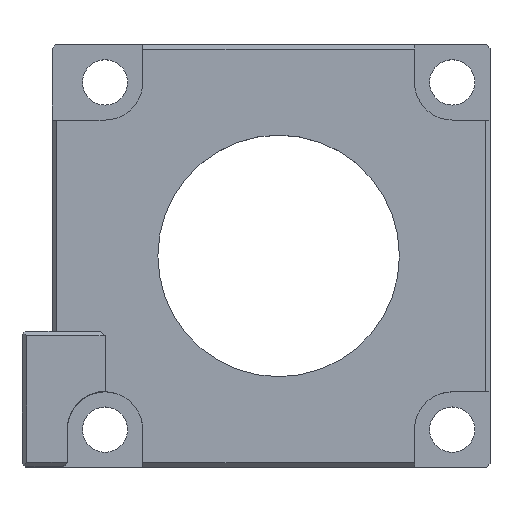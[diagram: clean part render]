
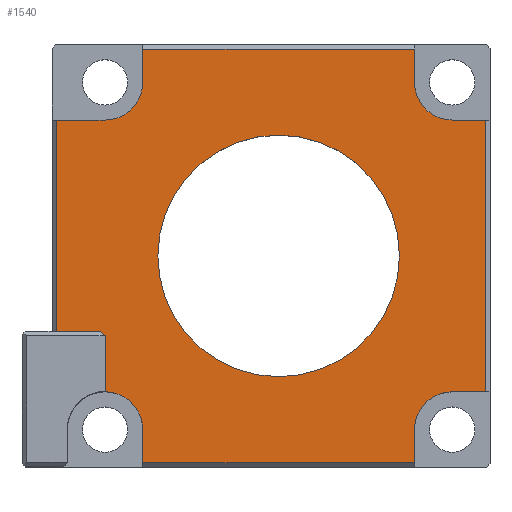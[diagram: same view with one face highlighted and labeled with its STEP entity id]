
A CAD part, top view. The second image highlights one B-rep face of the part: STEP entity #1540.
In plain terms, the highlighted planar face has unit normal (0, 0, 1).
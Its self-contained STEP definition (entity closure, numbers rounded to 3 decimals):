
#63=FACE_BOUND('',#238,.T.);
#86=CIRCLE('',#1653,2.5);
#87=CIRCLE('',#1654,2.5);
#88=CIRCLE('',#1655,2.5);
#89=CIRCLE('',#1656,2.5);
#90=CIRCLE('',#1657,8.);
#91=CIRCLE('',#1658,8.);
#147=FACE_OUTER_BOUND('',#237,.T.);
#237=EDGE_LOOP('',(#1119,#1120,#1121,#1122,#1123,#1124,#1125,#1126,#1127,
#1128,#1129,#1130,#1131,#1132,#1133,#1134,#1135,#1136));
#238=EDGE_LOOP('',(#1137,#1138));
#369=LINE('',#2348,#531);
#370=LINE('',#2351,#532);
#374=LINE('',#2359,#536);
#375=LINE('',#2361,#537);
#376=LINE('',#2363,#538);
#377=LINE('',#2367,#539);
#378=LINE('',#2369,#540);
#379=LINE('',#2371,#541);
#380=LINE('',#2375,#542);
#381=LINE('',#2377,#543);
#382=LINE('',#2379,#544);
#383=LINE('',#2383,#545);
#384=LINE('',#2385,#546);
#385=LINE('',#2387,#547);
#531=VECTOR('',#1876,10.);
#532=VECTOR('',#1879,10.);
#536=VECTOR('',#1885,10.);
#537=VECTOR('',#1886,10.);
#538=VECTOR('',#1887,10.);
#539=VECTOR('',#1890,10.);
#540=VECTOR('',#1891,10.);
#541=VECTOR('',#1892,10.);
#542=VECTOR('',#1895,10.);
#543=VECTOR('',#1896,10.);
#544=VECTOR('',#1897,10.);
#545=VECTOR('',#1900,10.);
#546=VECTOR('',#1901,10.);
#547=VECTOR('',#1902,10.);
#691=VERTEX_POINT('',#2341);
#694=VERTEX_POINT('',#2346);
#695=VERTEX_POINT('',#2350);
#698=VERTEX_POINT('',#2358);
#699=VERTEX_POINT('',#2360);
#700=VERTEX_POINT('',#2362);
#701=VERTEX_POINT('',#2364);
#702=VERTEX_POINT('',#2366);
#703=VERTEX_POINT('',#2368);
#704=VERTEX_POINT('',#2370);
#705=VERTEX_POINT('',#2372);
#706=VERTEX_POINT('',#2374);
#707=VERTEX_POINT('',#2376);
#708=VERTEX_POINT('',#2378);
#709=VERTEX_POINT('',#2380);
#710=VERTEX_POINT('',#2382);
#711=VERTEX_POINT('',#2384);
#712=VERTEX_POINT('',#2386);
#713=VERTEX_POINT('',#2389);
#714=VERTEX_POINT('',#2390);
#859=EDGE_CURVE('',#694,#691,#369,.T.);
#860=EDGE_CURVE('',#695,#691,#370,.T.);
#864=EDGE_CURVE('',#694,#698,#374,.T.);
#865=EDGE_CURVE('',#699,#698,#375,.F.);
#866=EDGE_CURVE('',#699,#700,#376,.T.);
#867=EDGE_CURVE('',#700,#701,#86,.T.);
#868=EDGE_CURVE('',#701,#702,#377,.T.);
#869=EDGE_CURVE('',#703,#702,#378,.T.);
#870=EDGE_CURVE('',#703,#704,#379,.T.);
#871=EDGE_CURVE('',#704,#705,#87,.T.);
#872=EDGE_CURVE('',#705,#706,#380,.T.);
#873=EDGE_CURVE('',#707,#706,#381,.T.);
#874=EDGE_CURVE('',#707,#708,#382,.T.);
#875=EDGE_CURVE('',#708,#709,#88,.T.);
#876=EDGE_CURVE('',#709,#710,#383,.T.);
#877=EDGE_CURVE('',#711,#710,#384,.T.);
#878=EDGE_CURVE('',#711,#712,#385,.T.);
#879=EDGE_CURVE('',#712,#695,#89,.T.);
#880=EDGE_CURVE('',#713,#714,#90,.T.);
#881=EDGE_CURVE('',#714,#713,#91,.T.);
#1119=ORIENTED_EDGE('',*,*,#859,.F.);
#1120=ORIENTED_EDGE('',*,*,#864,.T.);
#1121=ORIENTED_EDGE('',*,*,#865,.F.);
#1122=ORIENTED_EDGE('',*,*,#866,.T.);
#1123=ORIENTED_EDGE('',*,*,#867,.T.);
#1124=ORIENTED_EDGE('',*,*,#868,.T.);
#1125=ORIENTED_EDGE('',*,*,#869,.F.);
#1126=ORIENTED_EDGE('',*,*,#870,.T.);
#1127=ORIENTED_EDGE('',*,*,#871,.T.);
#1128=ORIENTED_EDGE('',*,*,#872,.T.);
#1129=ORIENTED_EDGE('',*,*,#873,.F.);
#1130=ORIENTED_EDGE('',*,*,#874,.T.);
#1131=ORIENTED_EDGE('',*,*,#875,.T.);
#1132=ORIENTED_EDGE('',*,*,#876,.T.);
#1133=ORIENTED_EDGE('',*,*,#877,.F.);
#1134=ORIENTED_EDGE('',*,*,#878,.T.);
#1135=ORIENTED_EDGE('',*,*,#879,.T.);
#1136=ORIENTED_EDGE('',*,*,#860,.T.);
#1137=ORIENTED_EDGE('',*,*,#880,.T.);
#1138=ORIENTED_EDGE('',*,*,#881,.T.);
#1490=PLANE('',#1652);
#1540=ADVANCED_FACE('',(#147,#63),#1490,.T.);
#1652=AXIS2_PLACEMENT_3D('',#2357,#1883,#1884);
#1653=AXIS2_PLACEMENT_3D('',#2365,#1888,#1889);
#1654=AXIS2_PLACEMENT_3D('',#2373,#1893,#1894);
#1655=AXIS2_PLACEMENT_3D('',#2381,#1898,#1899);
#1656=AXIS2_PLACEMENT_3D('',#2388,#1903,#1904);
#1657=AXIS2_PLACEMENT_3D('',#2391,#1905,#1906);
#1658=AXIS2_PLACEMENT_3D('',#2392,#1907,#1908);
#1876=DIRECTION('',(0.,1.,0.));
#1879=DIRECTION('',(-1.,0.,0.));
#1883=DIRECTION('center_axis',(0.,0.,1.));
#1884=DIRECTION('ref_axis',(1.,0.,0.));
#1885=DIRECTION('',(1.,0.,0.));
#1886=DIRECTION('',(0.707,-0.707,0.));
#1887=DIRECTION('',(0.,-1.,0.));
#1888=DIRECTION('center_axis',(0.,0.,-1.));
#1889=DIRECTION('ref_axis',(1.,0.,0.));
#1890=DIRECTION('',(0.,-1.,0.));
#1891=DIRECTION('',(-1.,0.,0.));
#1892=DIRECTION('',(0.,1.,0.));
#1893=DIRECTION('center_axis',(0.,0.,-1.));
#1894=DIRECTION('ref_axis',(1.,0.,0.));
#1895=DIRECTION('',(1.,0.,0.));
#1896=DIRECTION('',(0.,-1.,0.));
#1897=DIRECTION('',(-1.,0.,0.));
#1898=DIRECTION('center_axis',(0.,0.,-1.));
#1899=DIRECTION('ref_axis',(1.,0.,0.));
#1900=DIRECTION('',(0.,1.,0.));
#1901=DIRECTION('',(1.,0.,0.));
#1902=DIRECTION('',(0.,-1.,0.));
#1903=DIRECTION('center_axis',(0.,0.,-1.));
#1904=DIRECTION('ref_axis',(1.,0.,0.));
#1905=DIRECTION('center_axis',(0.,0.,-1.));
#1906=DIRECTION('ref_axis',(1.,0.,0.));
#1907=DIRECTION('center_axis',(0.,0.,-1.));
#1908=DIRECTION('ref_axis',(1.,0.,0.));
#2341=CARTESIAN_POINT('',(-14.7,23.,2.5));
#2346=CARTESIAN_POINT('',(-14.7,9.,2.5));
#2348=CARTESIAN_POINT('',(-14.7,9.25,2.5));
#2350=CARTESIAN_POINT('',(-11.5,23.,2.5));
#2351=CARTESIAN_POINT('',(-12.75,23.,2.5));
#2357=CARTESIAN_POINT('Origin',(-14.,0.,2.5));
#2358=CARTESIAN_POINT('',(-11.8,9.,2.5));
#2359=CARTESIAN_POINT('',(-12.75,9.,2.5));
#2360=CARTESIAN_POINT('',(-11.5,8.7,2.5));
#2361=CARTESIAN_POINT('',(-10.025,7.225,2.5));
#2362=CARTESIAN_POINT('',(-11.5,5.,2.5));
#2363=CARTESIAN_POINT('',(-11.5,0.,2.5));
#2364=CARTESIAN_POINT('',(-9.,2.5,2.5));
#2365=CARTESIAN_POINT('Origin',(-11.5,2.5,2.5));
#2366=CARTESIAN_POINT('',(-9.,0.3,2.5));
#2367=CARTESIAN_POINT('',(-9.,1.25,2.5));
#2368=CARTESIAN_POINT('',(9.,0.3,2.5));
#2369=CARTESIAN_POINT('',(-7.,0.3,2.5));
#2370=CARTESIAN_POINT('',(9.,2.5,2.5));
#2371=CARTESIAN_POINT('',(9.,0.,2.5));
#2372=CARTESIAN_POINT('',(11.5,5.,2.5));
#2373=CARTESIAN_POINT('Origin',(11.5,2.5,2.5));
#2374=CARTESIAN_POINT('',(13.7,5.,2.5));
#2375=CARTESIAN_POINT('',(-1.25,5.,2.5));
#2376=CARTESIAN_POINT('',(13.7,23.,2.5));
#2377=CARTESIAN_POINT('',(13.7,0.,2.5));
#2378=CARTESIAN_POINT('',(11.5,23.,2.5));
#2379=CARTESIAN_POINT('',(0.,23.,2.5));
#2380=CARTESIAN_POINT('',(9.,25.5,2.5));
#2381=CARTESIAN_POINT('Origin',(11.5,25.5,2.5));
#2382=CARTESIAN_POINT('',(9.,27.7,2.5));
#2383=CARTESIAN_POINT('',(9.,12.75,2.5));
#2384=CARTESIAN_POINT('',(-9.,27.7,2.5));
#2385=CARTESIAN_POINT('',(-7.,27.7,2.5));
#2386=CARTESIAN_POINT('',(-9.,25.5,2.5));
#2387=CARTESIAN_POINT('',(-9.,14.,2.5));
#2388=CARTESIAN_POINT('Origin',(-11.5,25.5,2.5));
#2389=CARTESIAN_POINT('',(8.,14.,2.5));
#2390=CARTESIAN_POINT('',(-8.,14.,2.5));
#2391=CARTESIAN_POINT('Origin',(0.,14.,2.5));
#2392=CARTESIAN_POINT('Origin',(0.,14.,2.5));
